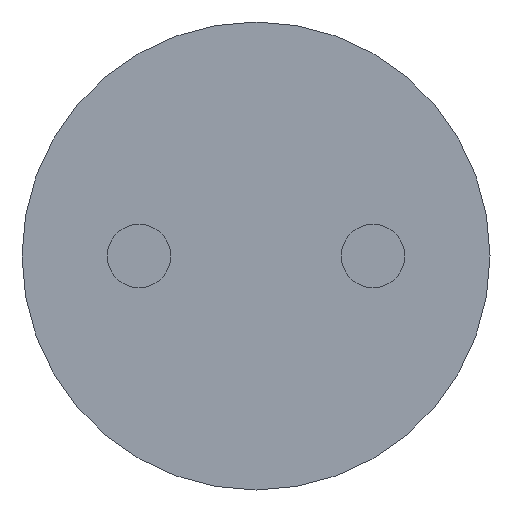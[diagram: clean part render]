
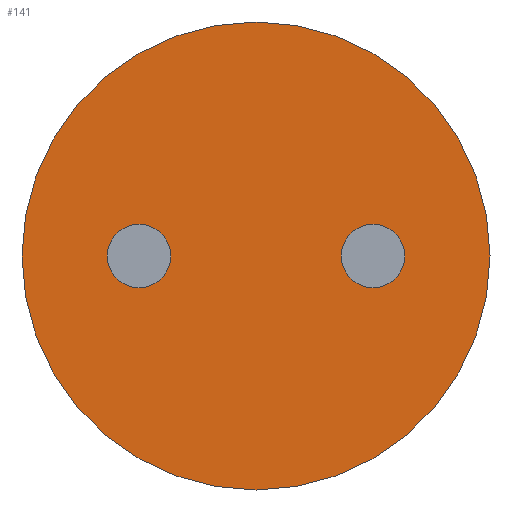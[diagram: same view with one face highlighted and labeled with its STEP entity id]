
A CAD part, front view. The second image highlights one B-rep face of the part: STEP entity #141.
In plain terms, the highlighted planar face has unit normal (0, -1, 0).
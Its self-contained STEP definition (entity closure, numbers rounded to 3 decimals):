
#17=FACE_BOUND('',#49,.T.);
#18=FACE_BOUND('',#50,.T.);
#24=PLANE('',#176);
#35=FACE_OUTER_BOUND('',#48,.T.);
#48=EDGE_LOOP('',(#123));
#49=EDGE_LOOP('',(#124));
#50=EDGE_LOOP('',(#125));
#65=CIRCLE('',#165,3.45);
#67=CIRCLE('',#169,3.45);
#70=CIRCLE('',#174,25.4);
#75=VERTEX_POINT('',#242);
#77=VERTEX_POINT('',#249);
#80=VERTEX_POINT('',#258);
#87=EDGE_CURVE('',#75,#75,#65,.T.);
#90=EDGE_CURVE('',#77,#77,#67,.T.);
#95=EDGE_CURVE('',#80,#80,#70,.T.);
#123=ORIENTED_EDGE('',*,*,#95,.F.);
#124=ORIENTED_EDGE('',*,*,#87,.T.);
#125=ORIENTED_EDGE('',*,*,#90,.T.);
#141=ADVANCED_FACE('',(#35,#17,#18),#24,.F.);
#165=AXIS2_PLACEMENT_3D('',#243,#199,#200);
#169=AXIS2_PLACEMENT_3D('',#250,#208,#209);
#174=AXIS2_PLACEMENT_3D('',#260,#220,#221);
#176=AXIS2_PLACEMENT_3D('',#262,#224,#225);
#199=DIRECTION('center_axis',(0.,1.,0.));
#200=DIRECTION('ref_axis',(0.,0.,-1.));
#208=DIRECTION('center_axis',(0.,1.,0.));
#209=DIRECTION('ref_axis',(0.,0.,-1.));
#220=DIRECTION('center_axis',(0.,1.,0.));
#221=DIRECTION('ref_axis',(1.,0.,0.));
#224=DIRECTION('center_axis',(0.,1.,0.));
#225=DIRECTION('ref_axis',(1.,0.,0.));
#242=CARTESIAN_POINT('',(12.7,0.,3.45));
#243=CARTESIAN_POINT('Origin',(12.7,0.,0.));
#249=CARTESIAN_POINT('',(-12.7,0.,3.45));
#250=CARTESIAN_POINT('Origin',(-12.7,0.,0.));
#258=CARTESIAN_POINT('',(-25.4,0.,0.));
#260=CARTESIAN_POINT('Origin',(0.,0.,0.));
#262=CARTESIAN_POINT('Origin',(0.,0.,0.));
